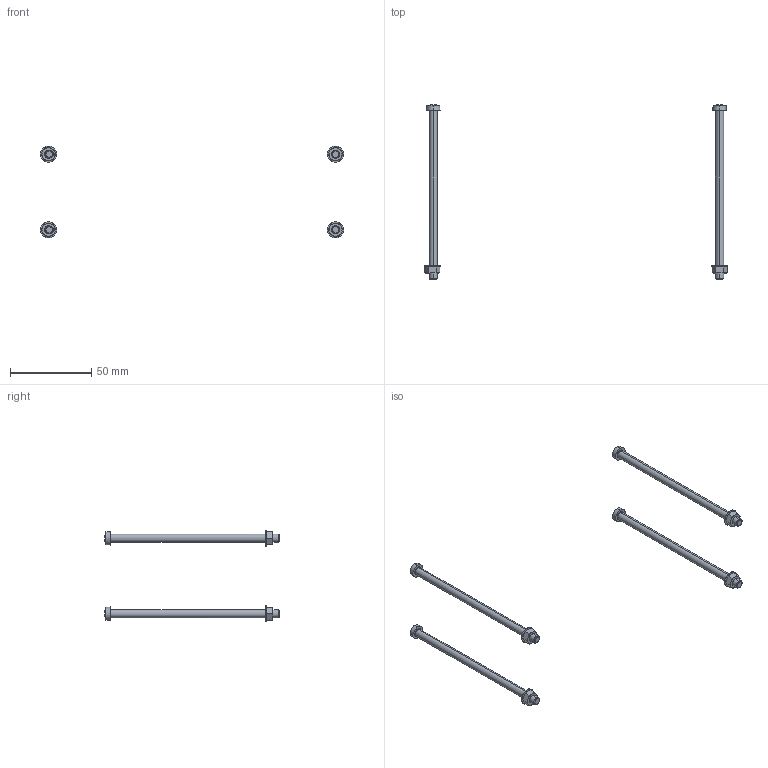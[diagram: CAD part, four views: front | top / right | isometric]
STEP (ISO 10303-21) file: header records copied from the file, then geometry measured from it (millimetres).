
FILE_DESCRIPTION((''),'2;1');
FILE_NAME('1SDH002065A1116_IGES','2019-05-16T',('ITSTCAR1'),(''),'CREO PARAMETRIC BY PTC INC, 2016050','CREO PARAMETRIC BY PTC INC, 2016050','');
FILE_SCHEMA(('AUTOMOTIVE_DESIGN { 1 0 10303 214 1 1 1 1 }'));
Length unit declared in the file: millimetre
Products named in the file (1): 1SDH002065A1116_IGES
Bounding box: 186.45 x 107.35 x 56.5 mm (x, y, z)
Volume: 9378.7 mm3; surface area: 8251.4 mm2
Topology: 4 solids, 4 shells, 214 faces, 508 edges, 316 vertices
Faces by surface type: plane 100, cone 68, cylinder 30, torus 8, sphere 8
Entity records: 8560 total; most frequent: CARTESIAN_POINT 2242, DIRECTION 1064, ORIENTED_EDGE 1016, EDGE_CURVE 508, AXIS2_PLACEMENT_3D 446, VERTEX_POINT 316, EDGE_LOOP 232, CIRCLE 232
